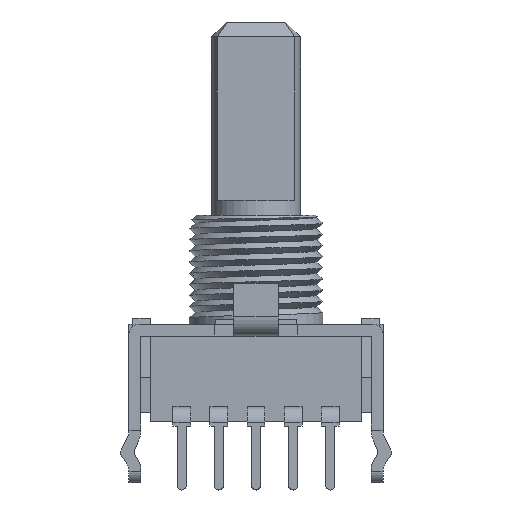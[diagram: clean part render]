
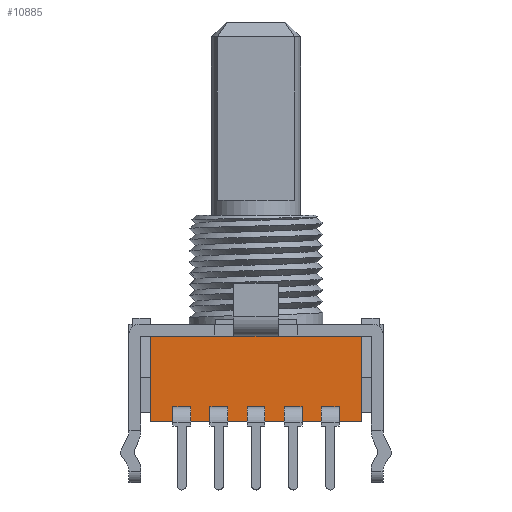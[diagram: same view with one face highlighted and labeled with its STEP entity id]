
A CAD part, front view. The second image highlights one B-rep face of the part: STEP entity #10885.
In plain terms, the highlighted planar face has unit normal (0, -1, 0).
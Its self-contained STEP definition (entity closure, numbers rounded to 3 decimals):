
#133=FACE_BOUND('',#948,.T.);
#134=FACE_BOUND('',#949,.T.);
#135=FACE_BOUND('',#950,.T.);
#136=FACE_BOUND('',#951,.T.);
#137=FACE_BOUND('',#952,.T.);
#387=FACE_OUTER_BOUND('',#947,.T.);
#947=EDGE_LOOP('',(#7302,#7303,#7304,#7305));
#948=EDGE_LOOP('',(#7306,#7307,#7308,#7309));
#949=EDGE_LOOP('',(#7310,#7311,#7312,#7313));
#950=EDGE_LOOP('',(#7314,#7315,#7316,#7317));
#951=EDGE_LOOP('',(#7318,#7319,#7320,#7321));
#952=EDGE_LOOP('',(#7322,#7323,#7324,#7325));
#1427=LINE('',#14799,#2791);
#1527=LINE('',#15003,#2891);
#1555=LINE('',#15057,#2919);
#1583=LINE('',#15115,#2947);
#1749=LINE('',#15515,#3113);
#1750=LINE('',#15517,#3114);
#1751=LINE('',#15519,#3115);
#1752=LINE('',#15520,#3116);
#1753=LINE('',#15523,#3117);
#1754=LINE('',#15525,#3118);
#1755=LINE('',#15527,#3119);
#1756=LINE('',#15528,#3120);
#1757=LINE('',#15531,#3121);
#1758=LINE('',#15533,#3122);
#1759=LINE('',#15535,#3123);
#1760=LINE('',#15536,#3124);
#1761=LINE('',#15539,#3125);
#1762=LINE('',#15541,#3126);
#1763=LINE('',#15543,#3127);
#1764=LINE('',#15544,#3128);
#1765=LINE('',#15547,#3129);
#1766=LINE('',#15549,#3130);
#1767=LINE('',#15551,#3131);
#1768=LINE('',#15552,#3132);
#2791=VECTOR('',#12056,14.2);
#2891=VECTOR('',#12164,5.75);
#2919=VECTOR('',#12204,14.2);
#2947=VECTOR('',#12248,5.75);
#3113=VECTOR('',#12626,0.4);
#3114=VECTOR('',#12627,1.2);
#3115=VECTOR('',#12628,0.4);
#3116=VECTOR('',#12629,1.2);
#3117=VECTOR('',#12630,0.4);
#3118=VECTOR('',#12631,1.2);
#3119=VECTOR('',#12632,0.4);
#3120=VECTOR('',#12633,1.2);
#3121=VECTOR('',#12634,0.4);
#3122=VECTOR('',#12635,1.2);
#3123=VECTOR('',#12636,0.4);
#3124=VECTOR('',#12637,1.2);
#3125=VECTOR('',#12638,0.4);
#3126=VECTOR('',#12639,1.2);
#3127=VECTOR('',#12640,0.4);
#3128=VECTOR('',#12641,1.2);
#3129=VECTOR('',#12642,0.4);
#3130=VECTOR('',#12643,1.2);
#3131=VECTOR('',#12644,0.4);
#3132=VECTOR('',#12645,1.2);
#4153=VERTEX_POINT('',#14793);
#4155=VERTEX_POINT('',#14797);
#4255=VERTEX_POINT('',#15002);
#4275=VERTEX_POINT('',#15056);
#4424=VERTEX_POINT('',#15513);
#4425=VERTEX_POINT('',#15514);
#4426=VERTEX_POINT('',#15516);
#4427=VERTEX_POINT('',#15518);
#4428=VERTEX_POINT('',#15521);
#4429=VERTEX_POINT('',#15522);
#4430=VERTEX_POINT('',#15524);
#4431=VERTEX_POINT('',#15526);
#4432=VERTEX_POINT('',#15529);
#4433=VERTEX_POINT('',#15530);
#4434=VERTEX_POINT('',#15532);
#4435=VERTEX_POINT('',#15534);
#4436=VERTEX_POINT('',#15537);
#4437=VERTEX_POINT('',#15538);
#4438=VERTEX_POINT('',#15540);
#4439=VERTEX_POINT('',#15542);
#4440=VERTEX_POINT('',#15545);
#4441=VERTEX_POINT('',#15546);
#4442=VERTEX_POINT('',#15548);
#4443=VERTEX_POINT('',#15550);
#5175=EDGE_CURVE('',#4153,#4155,#1427,.T.);
#5276=EDGE_CURVE('',#4153,#4255,#1527,.T.);
#5304=EDGE_CURVE('',#4255,#4275,#1555,.T.);
#5334=EDGE_CURVE('',#4155,#4275,#1583,.T.);
#5530=EDGE_CURVE('',#4424,#4425,#1749,.T.);
#5531=EDGE_CURVE('',#4425,#4426,#1750,.T.);
#5532=EDGE_CURVE('',#4427,#4426,#1751,.T.);
#5533=EDGE_CURVE('',#4424,#4427,#1752,.T.);
#5534=EDGE_CURVE('',#4428,#4429,#1753,.T.);
#5535=EDGE_CURVE('',#4429,#4430,#1754,.T.);
#5536=EDGE_CURVE('',#4431,#4430,#1755,.T.);
#5537=EDGE_CURVE('',#4428,#4431,#1756,.T.);
#5538=EDGE_CURVE('',#4432,#4433,#1757,.T.);
#5539=EDGE_CURVE('',#4433,#4434,#1758,.T.);
#5540=EDGE_CURVE('',#4435,#4434,#1759,.T.);
#5541=EDGE_CURVE('',#4432,#4435,#1760,.T.);
#5542=EDGE_CURVE('',#4436,#4437,#1761,.T.);
#5543=EDGE_CURVE('',#4437,#4438,#1762,.T.);
#5544=EDGE_CURVE('',#4439,#4438,#1763,.T.);
#5545=EDGE_CURVE('',#4436,#4439,#1764,.T.);
#5546=EDGE_CURVE('',#4440,#4441,#1765,.T.);
#5547=EDGE_CURVE('',#4441,#4442,#1766,.T.);
#5548=EDGE_CURVE('',#4443,#4442,#1767,.T.);
#5549=EDGE_CURVE('',#4440,#4443,#1768,.T.);
#7302=ORIENTED_EDGE('',*,*,#5175,.T.);
#7303=ORIENTED_EDGE('',*,*,#5334,.T.);
#7304=ORIENTED_EDGE('',*,*,#5304,.F.);
#7305=ORIENTED_EDGE('',*,*,#5276,.F.);
#7306=ORIENTED_EDGE('',*,*,#5530,.T.);
#7307=ORIENTED_EDGE('',*,*,#5531,.T.);
#7308=ORIENTED_EDGE('',*,*,#5532,.F.);
#7309=ORIENTED_EDGE('',*,*,#5533,.F.);
#7310=ORIENTED_EDGE('',*,*,#5534,.T.);
#7311=ORIENTED_EDGE('',*,*,#5535,.T.);
#7312=ORIENTED_EDGE('',*,*,#5536,.F.);
#7313=ORIENTED_EDGE('',*,*,#5537,.F.);
#7314=ORIENTED_EDGE('',*,*,#5538,.T.);
#7315=ORIENTED_EDGE('',*,*,#5539,.T.);
#7316=ORIENTED_EDGE('',*,*,#5540,.F.);
#7317=ORIENTED_EDGE('',*,*,#5541,.F.);
#7318=ORIENTED_EDGE('',*,*,#5542,.T.);
#7319=ORIENTED_EDGE('',*,*,#5543,.T.);
#7320=ORIENTED_EDGE('',*,*,#5544,.F.);
#7321=ORIENTED_EDGE('',*,*,#5545,.F.);
#7322=ORIENTED_EDGE('',*,*,#5546,.T.);
#7323=ORIENTED_EDGE('',*,*,#5547,.T.);
#7324=ORIENTED_EDGE('',*,*,#5548,.F.);
#7325=ORIENTED_EDGE('',*,*,#5549,.F.);
#9850=PLANE('',#11482);
#10885=ADVANCED_FACE('',(#387,#133,#134,#135,#136,#137),#9850,.T.);
#11482=AXIS2_PLACEMENT_3D('',#15512,#12624,#12625);
#12056=DIRECTION('',(1.,0.,0.));
#12164=DIRECTION('',(0.,0.,1.));
#12204=DIRECTION('',(1.,0.,0.));
#12248=DIRECTION('',(0.,0.,1.));
#12624=DIRECTION('center_axis',(0.,-1.,0.));
#12625=DIRECTION('ref_axis',(1.,0.,0.));
#12626=DIRECTION('',(0.,0.,1.));
#12627=DIRECTION('',(1.,0.,0.));
#12628=DIRECTION('',(0.,0.,1.));
#12629=DIRECTION('',(1.,0.,0.));
#12630=DIRECTION('',(0.,0.,1.));
#12631=DIRECTION('',(1.,0.,0.));
#12632=DIRECTION('',(0.,0.,1.));
#12633=DIRECTION('',(1.,0.,0.));
#12634=DIRECTION('',(0.,0.,1.));
#12635=DIRECTION('',(1.,0.,0.));
#12636=DIRECTION('',(0.,0.,1.));
#12637=DIRECTION('',(1.,0.,0.));
#12638=DIRECTION('',(0.,0.,1.));
#12639=DIRECTION('',(1.,0.,0.));
#12640=DIRECTION('',(0.,0.,1.));
#12641=DIRECTION('',(1.,0.,0.));
#12642=DIRECTION('',(0.,0.,1.));
#12643=DIRECTION('',(1.,0.,0.));
#12644=DIRECTION('',(0.,0.,1.));
#12645=DIRECTION('',(1.,0.,0.));
#14793=CARTESIAN_POINT('',(-7.1,-8.,0.));
#14797=CARTESIAN_POINT('',(7.1,-8.,0.));
#14799=CARTESIAN_POINT('',(-7.1,-8.,0.));
#15002=CARTESIAN_POINT('',(-7.1,-8.,5.75));
#15003=CARTESIAN_POINT('',(-7.1,-8.,0.));
#15056=CARTESIAN_POINT('',(7.1,-8.,5.75));
#15057=CARTESIAN_POINT('',(-7.1,-8.,5.75));
#15115=CARTESIAN_POINT('',(7.1,-8.,0.));
#15512=CARTESIAN_POINT('Origin',(-7.1,-8.,0.));
#15513=CARTESIAN_POINT('',(4.4,-8.,0.601));
#15514=CARTESIAN_POINT('',(4.4,-8.,1.001));
#15515=CARTESIAN_POINT('',(4.4,-8.,0.601));
#15516=CARTESIAN_POINT('',(5.6,-8.,1.001));
#15517=CARTESIAN_POINT('',(4.4,-8.,1.001));
#15518=CARTESIAN_POINT('',(5.6,-8.,0.601));
#15519=CARTESIAN_POINT('',(5.6,-8.,0.601));
#15520=CARTESIAN_POINT('',(4.4,-8.,0.601));
#15521=CARTESIAN_POINT('',(1.9,-8.,0.601));
#15522=CARTESIAN_POINT('',(1.9,-8.,1.001));
#15523=CARTESIAN_POINT('',(1.9,-8.,0.601));
#15524=CARTESIAN_POINT('',(3.1,-8.,1.001));
#15525=CARTESIAN_POINT('',(1.9,-8.,1.001));
#15526=CARTESIAN_POINT('',(3.1,-8.,0.601));
#15527=CARTESIAN_POINT('',(3.1,-8.,0.601));
#15528=CARTESIAN_POINT('',(1.9,-8.,0.601));
#15529=CARTESIAN_POINT('',(-0.6,-8.,0.601));
#15530=CARTESIAN_POINT('',(-0.6,-8.,1.001));
#15531=CARTESIAN_POINT('',(-0.6,-8.,0.601));
#15532=CARTESIAN_POINT('',(0.6,-8.,1.001));
#15533=CARTESIAN_POINT('',(-0.6,-8.,1.001));
#15534=CARTESIAN_POINT('',(0.6,-8.,0.601));
#15535=CARTESIAN_POINT('',(0.6,-8.,0.601));
#15536=CARTESIAN_POINT('',(-0.6,-8.,0.601));
#15537=CARTESIAN_POINT('',(-3.1,-8.,0.601));
#15538=CARTESIAN_POINT('',(-3.1,-8.,1.001));
#15539=CARTESIAN_POINT('',(-3.1,-8.,0.601));
#15540=CARTESIAN_POINT('',(-1.9,-8.,1.001));
#15541=CARTESIAN_POINT('',(-3.1,-8.,1.001));
#15542=CARTESIAN_POINT('',(-1.9,-8.,0.601));
#15543=CARTESIAN_POINT('',(-1.9,-8.,0.601));
#15544=CARTESIAN_POINT('',(-3.1,-8.,0.601));
#15545=CARTESIAN_POINT('',(-5.6,-8.,0.601));
#15546=CARTESIAN_POINT('',(-5.6,-8.,1.001));
#15547=CARTESIAN_POINT('',(-5.6,-8.,0.601));
#15548=CARTESIAN_POINT('',(-4.4,-8.,1.001));
#15549=CARTESIAN_POINT('',(-5.6,-8.,1.001));
#15550=CARTESIAN_POINT('',(-4.4,-8.,0.601));
#15551=CARTESIAN_POINT('',(-4.4,-8.,0.601));
#15552=CARTESIAN_POINT('',(-5.6,-8.,0.601));
